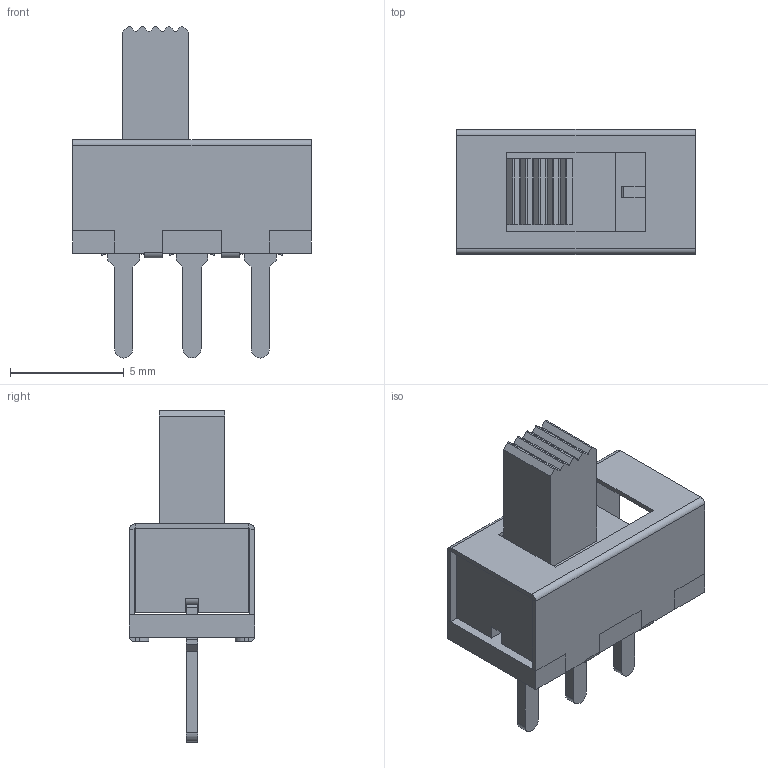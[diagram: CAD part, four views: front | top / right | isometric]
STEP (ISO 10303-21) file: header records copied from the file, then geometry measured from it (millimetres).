
FILE_DESCRIPTION(('STEP AP214'), '1');
FILE_NAME('L-KLS7-SS-12F20A-G5', '', ('UNSPECIFIED'), ('UNSPECIFIED'), 'ASCON STEP Converter 1.6', 'ASCON Math Kernel', '');
FILE_SCHEMA(('AUTOMOTIVE_DESIGN { 1 0 10303 214 3 1 1}'));
Length unit declared in the file: millimetre
Bounding box: 10.5 x 5.5 x 14.6 mm (x, y, z)
Volume: 253.2 mm3; surface area: 714.6 mm2
Topology: 7 solids, 7 shells, 203 faces, 516 edges, 328 vertices
Faces by surface type: plane 167, cylinder 36
Entity records: 7714 total; most frequent: CARTESIAN_POINT 1048, ORIENTED_EDGE 1032, DIRECTION 996, EDGE_CURVE 516, LINE 444, VECTOR 444, VERTEX_POINT 328, AXIS2_PLACEMENT_3D 276
